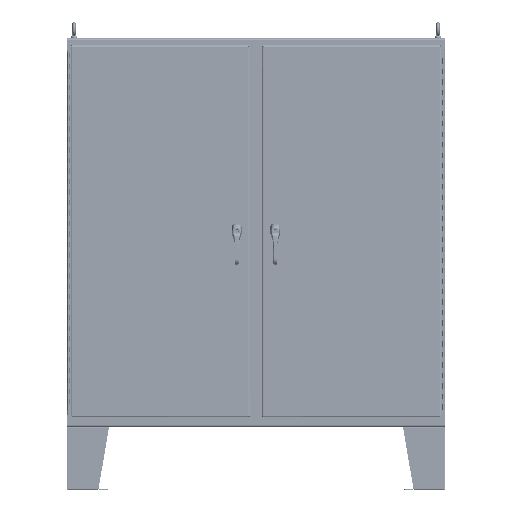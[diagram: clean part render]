
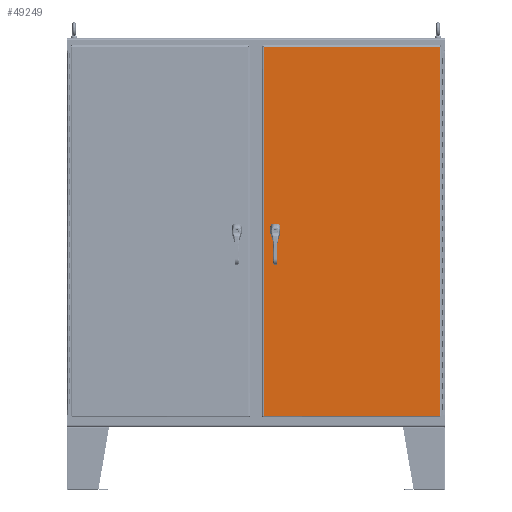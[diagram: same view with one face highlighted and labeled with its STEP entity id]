
A CAD part, top view. The second image highlights one B-rep face of the part: STEP entity #49249.
In plain terms, the highlighted planar face has unit normal (0, 0, 1).
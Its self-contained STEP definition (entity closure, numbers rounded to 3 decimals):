
#2673=PLANE('',#53961);
#5136=LINE('',#81730,#9088);
#5140=LINE('',#81742,#9092);
#5144=LINE('',#81754,#9096);
#5148=LINE('',#81765,#9100);
#5176=LINE('',#81952,#9128);
#5191=LINE('',#82169,#9143);
#5199=LINE('',#82214,#9151);
#5206=LINE('',#82252,#9158);
#9088=VECTOR('',#62697,0.394);
#9092=VECTOR('',#62709,0.394);
#9096=VECTOR('',#62721,0.394);
#9100=VECTOR('',#62733,0.394);
#9128=VECTOR('',#62779,0.394);
#9143=VECTOR('',#62806,0.394);
#9151=VECTOR('',#62820,0.394);
#9158=VECTOR('',#62837,0.394);
#11451=FACE_BOUND('',#15943,.T.);
#11452=FACE_BOUND('',#15944,.T.);
#11453=FACE_BOUND('',#15945,.T.);
#11454=FACE_BOUND('',#15946,.T.);
#12770=FACE_OUTER_BOUND('',#15942,.T.);
#15942=EDGE_LOOP('',(#37284,#37285,#37286,#37287));
#15943=EDGE_LOOP('',(#37288));
#15944=EDGE_LOOP('',(#37289));
#15945=EDGE_LOOP('',(#37290));
#15946=EDGE_LOOP('',(#37291,#37292,#37293,#37294,#37295,#37296,#37297,#37298));
#18853=CIRCLE('',#53906,0.141);
#18855=CIRCLE('',#53909,0.141);
#18857=CIRCLE('',#53912,0.141);
#18858=CIRCLE('',#53914,0.453);
#18860=CIRCLE('',#53918,0.453);
#18862=CIRCLE('',#53922,0.453);
#18864=CIRCLE('',#53926,0.453);
#22305=VERTEX_POINT('',#81707);
#22307=VERTEX_POINT('',#81712);
#22309=VERTEX_POINT('',#81717);
#22310=VERTEX_POINT('',#81720);
#22311=VERTEX_POINT('',#81721);
#22314=VERTEX_POINT('',#81729);
#22316=VERTEX_POINT('',#81735);
#22318=VERTEX_POINT('',#81741);
#22320=VERTEX_POINT('',#81747);
#22322=VERTEX_POINT('',#81753);
#22324=VERTEX_POINT('',#81759);
#22345=VERTEX_POINT('',#81886);
#22349=VERTEX_POINT('',#81941);
#22358=VERTEX_POINT('',#82080);
#22364=VERTEX_POINT('',#82152);
#27600=EDGE_CURVE('',#22305,#22305,#18853,.T.);
#27602=EDGE_CURVE('',#22307,#22307,#18855,.T.);
#27604=EDGE_CURVE('',#22309,#22309,#18857,.T.);
#27605=EDGE_CURVE('',#22310,#22311,#18858,.T.);
#27609=EDGE_CURVE('',#22314,#22310,#5136,.T.);
#27612=EDGE_CURVE('',#22316,#22314,#18860,.T.);
#27615=EDGE_CURVE('',#22318,#22316,#5140,.T.);
#27618=EDGE_CURVE('',#22320,#22318,#18862,.T.);
#27621=EDGE_CURVE('',#22322,#22320,#5144,.T.);
#27624=EDGE_CURVE('',#22324,#22322,#18864,.T.);
#27627=EDGE_CURVE('',#22311,#22324,#5148,.T.);
#27662=EDGE_CURVE('',#22345,#22349,#5176,.T.);
#27688=EDGE_CURVE('',#22364,#22358,#5191,.T.);
#27697=EDGE_CURVE('',#22358,#22345,#5199,.T.);
#27704=EDGE_CURVE('',#22349,#22364,#5206,.T.);
#37284=ORIENTED_EDGE('',*,*,#27697,.T.);
#37285=ORIENTED_EDGE('',*,*,#27662,.T.);
#37286=ORIENTED_EDGE('',*,*,#27704,.T.);
#37287=ORIENTED_EDGE('',*,*,#27688,.T.);
#37288=ORIENTED_EDGE('',*,*,#27600,.T.);
#37289=ORIENTED_EDGE('',*,*,#27602,.T.);
#37290=ORIENTED_EDGE('',*,*,#27604,.T.);
#37291=ORIENTED_EDGE('',*,*,#27605,.T.);
#37292=ORIENTED_EDGE('',*,*,#27627,.T.);
#37293=ORIENTED_EDGE('',*,*,#27624,.T.);
#37294=ORIENTED_EDGE('',*,*,#27621,.T.);
#37295=ORIENTED_EDGE('',*,*,#27618,.T.);
#37296=ORIENTED_EDGE('',*,*,#27615,.T.);
#37297=ORIENTED_EDGE('',*,*,#27612,.T.);
#37298=ORIENTED_EDGE('',*,*,#27609,.T.);
#49249=ADVANCED_FACE('',(#12770,#11451,#11452,#11453,#11454),#2673,.T.);
#53906=AXIS2_PLACEMENT_3D('',#81708,#62673,#62674);
#53909=AXIS2_PLACEMENT_3D('',#81713,#62679,#62680);
#53912=AXIS2_PLACEMENT_3D('',#81718,#62685,#62686);
#53914=AXIS2_PLACEMENT_3D('',#81722,#62689,#62690);
#53918=AXIS2_PLACEMENT_3D('',#81736,#62702,#62703);
#53922=AXIS2_PLACEMENT_3D('',#81748,#62714,#62715);
#53926=AXIS2_PLACEMENT_3D('',#81760,#62726,#62727);
#53961=AXIS2_PLACEMENT_3D('',#82356,#62871,#62872);
#62673=DIRECTION('center_axis',(0.,0.,-1.));
#62674=DIRECTION('ref_axis',(1.,0.,0.));
#62679=DIRECTION('center_axis',(0.,0.,-1.));
#62680=DIRECTION('ref_axis',(1.,0.,0.));
#62685=DIRECTION('center_axis',(0.,0.,-1.));
#62686=DIRECTION('ref_axis',(1.,0.,0.));
#62689=DIRECTION('center_axis',(0.,0.,-1.));
#62690=DIRECTION('ref_axis',(0.883,0.469,0.));
#62697=DIRECTION('',(1.,0.,0.));
#62702=DIRECTION('center_axis',(0.,0.,-1.));
#62703=DIRECTION('ref_axis',(-0.469,0.883,0.));
#62709=DIRECTION('',(0.,1.,0.));
#62714=DIRECTION('center_axis',(0.,0.,-1.));
#62715=DIRECTION('ref_axis',(-0.883,-0.469,0.));
#62721=DIRECTION('',(-1.,0.,0.));
#62726=DIRECTION('center_axis',(0.,0.,-1.));
#62727=DIRECTION('ref_axis',(0.469,-0.883,0.));
#62733=DIRECTION('',(0.,-1.,0.));
#62779=DIRECTION('',(1.,0.,0.));
#62806=DIRECTION('',(-1.,0.,0.));
#62820=DIRECTION('',(0.,-1.,0.));
#62837=DIRECTION('',(0.,1.,0.));
#62871=DIRECTION('center_axis',(0.,0.,1.));
#62872=DIRECTION('ref_axis',(1.,0.,0.));
#81707=CARTESIAN_POINT('',(31.485,36.877,0.104));
#81708=CARTESIAN_POINT('Origin',(31.625,36.877,0.104));
#81712=CARTESIAN_POINT('',(31.485,34.615,0.104));
#81713=CARTESIAN_POINT('Origin',(31.625,34.615,0.104));
#81717=CARTESIAN_POINT('',(31.485,36.385,0.104));
#81718=CARTESIAN_POINT('Origin',(31.625,36.385,0.104));
#81720=CARTESIAN_POINT('',(31.838,35.9,0.104));
#81721=CARTESIAN_POINT('',(32.025,35.713,0.104));
#81722=CARTESIAN_POINT('Origin',(31.625,35.5,0.104));
#81729=CARTESIAN_POINT('',(31.412,35.9,0.104));
#81730=CARTESIAN_POINT('',(24.253,35.9,0.104));
#81735=CARTESIAN_POINT('',(31.225,35.713,0.104));
#81736=CARTESIAN_POINT('Origin',(31.625,35.5,0.104));
#81741=CARTESIAN_POINT('',(31.225,35.287,0.104));
#81742=CARTESIAN_POINT('',(31.225,35.394,0.104));
#81747=CARTESIAN_POINT('',(31.412,35.1,0.104));
#81748=CARTESIAN_POINT('Origin',(31.625,35.5,0.104));
#81753=CARTESIAN_POINT('',(31.838,35.1,0.104));
#81754=CARTESIAN_POINT('',(24.466,35.1,0.104));
#81759=CARTESIAN_POINT('',(32.025,35.287,0.104));
#81760=CARTESIAN_POINT('Origin',(31.625,35.5,0.104));
#81765=CARTESIAN_POINT('',(32.025,35.606,0.104));
#81886=CARTESIAN_POINT('',(0.245,0.354,0.104));
#81941=CARTESIAN_POINT('',(33.834,0.354,0.104));
#81952=CARTESIAN_POINT('',(8.547,0.354,0.104));
#82080=CARTESIAN_POINT('',(0.245,70.646,0.104));
#82152=CARTESIAN_POINT('',(33.834,70.646,0.104));
#82169=CARTESIAN_POINT('',(25.464,70.646,0.104));
#82214=CARTESIAN_POINT('',(0.245,53.073,0.104));
#82252=CARTESIAN_POINT('',(33.834,17.927,0.104));
#82356=CARTESIAN_POINT('Origin',(17.094,35.5,0.104));
